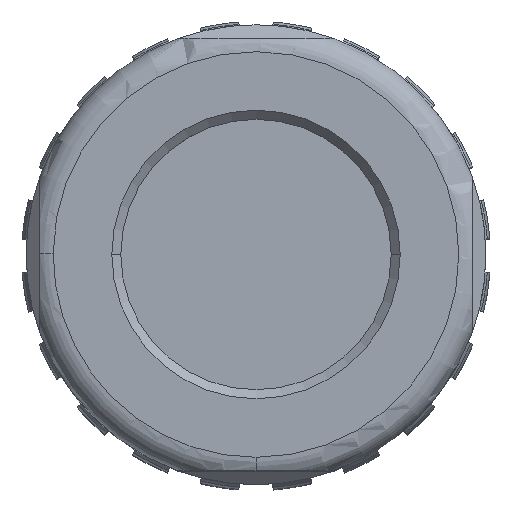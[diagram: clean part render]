
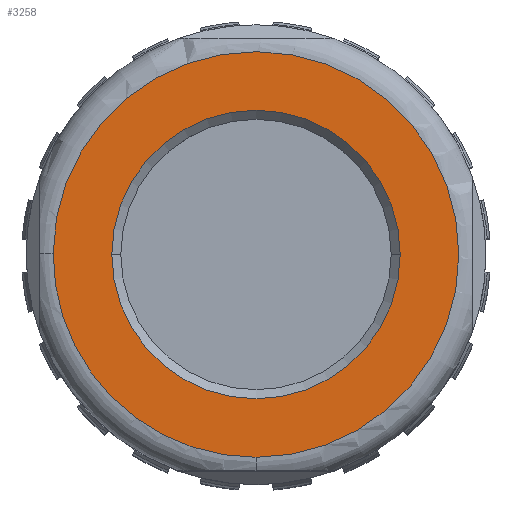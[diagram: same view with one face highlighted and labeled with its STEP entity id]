
A CAD part, top view. The second image highlights one B-rep face of the part: STEP entity #3258.
In plain terms, the highlighted planar face has unit normal (0, 0, 1).
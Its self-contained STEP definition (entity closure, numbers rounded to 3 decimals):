
#181=PLANE('',#13036);
#3258=ADVANCED_FACE('',(#4215,#4216),#181,.T.);
#4215=FACE_BOUND('',#4372,.T.);
#4216=FACE_BOUND('',#4373,.T.);
#4372=EDGE_LOOP('',(#5561,#5562));
#4373=EDGE_LOOP('',(#5563,#5564));
#5561=ORIENTED_EDGE('',*,*,#10668,.T.);
#5562=ORIENTED_EDGE('',*,*,#10669,.T.);
#5563=ORIENTED_EDGE('',*,*,#10667,.F.);
#5564=ORIENTED_EDGE('',*,*,#10665,.F.);
#9321=VERTEX_POINT('',#20612);
#9322=VERTEX_POINT('',#20614);
#9323=VERTEX_POINT('',#20620);
#9324=VERTEX_POINT('',#20621);
#10665=EDGE_CURVE('',#9321,#9322,#12405,.T.);
#10667=EDGE_CURVE('',#9322,#9321,#12406,.T.);
#10668=EDGE_CURVE('',#9323,#9324,#12407,.T.);
#10669=EDGE_CURVE('',#9324,#9323,#12408,.T.);
#12405=CIRCLE('',#13030,8.);
#12406=CIRCLE('',#13032,8.);
#12407=CIRCLE('',#13034,11.25);
#12408=CIRCLE('',#13035,11.25);
#13030=AXIS2_PLACEMENT_3D('',#20613,#14471,#14472);
#13032=AXIS2_PLACEMENT_3D('',#20617,#14476,#14477);
#13034=AXIS2_PLACEMENT_3D('',#20619,#14480,#14481);
#13035=AXIS2_PLACEMENT_3D('',#20622,#14482,#14483);
#13036=AXIS2_PLACEMENT_3D('',#20623,#14484,#14485);
#14471=DIRECTION('',(0.,0.,1.));
#14472=DIRECTION('',(-1.,0.,0.));
#14476=DIRECTION('',(0.,0.,1.));
#14477=DIRECTION('',(1.,0.,0.));
#14480=DIRECTION('',(0.,0.,1.));
#14481=DIRECTION('',(-1.,0.006,0.));
#14482=DIRECTION('',(0.,0.,1.));
#14483=DIRECTION('',(0.,-1.,0.));
#14484=DIRECTION('',(0.,0.,1.));
#14485=DIRECTION('',(1.,0.,0.));
#20612=CARTESIAN_POINT('',(-8.,0.,0.));
#20613=CARTESIAN_POINT('',(0.,0.,0.));
#20614=CARTESIAN_POINT('',(8.,0.,0.));
#20617=CARTESIAN_POINT('',(0.,0.,
0.));
#20619=CARTESIAN_POINT('',(0.,0.,0.));
#20620=CARTESIAN_POINT('',(-11.249,0.078,0.));
#20621=CARTESIAN_POINT('',(0.,-11.25,0.));
#20622=CARTESIAN_POINT('',(0.,0.,0.));
#20623=CARTESIAN_POINT('',(0.,0.,0.));
